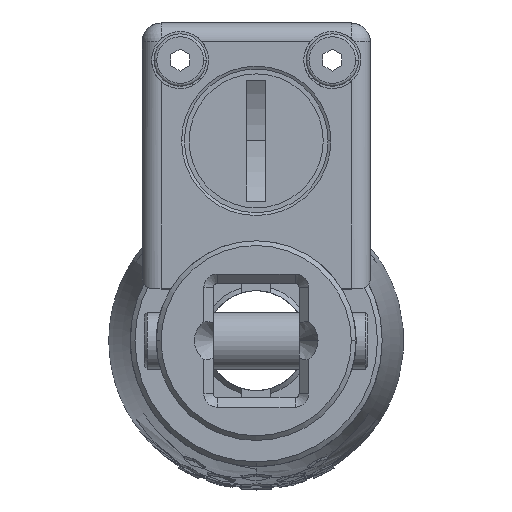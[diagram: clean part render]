
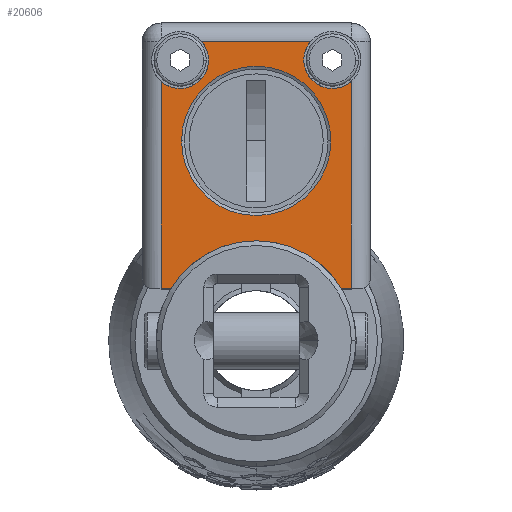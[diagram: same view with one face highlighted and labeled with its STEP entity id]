
A CAD part, front view. The second image highlights one B-rep face of the part: STEP entity #20606.
In plain terms, the highlighted planar face has unit normal (0, -1, 0).
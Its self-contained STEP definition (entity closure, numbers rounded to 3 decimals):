
#252 = VERTEX_POINT ( 'NONE', #6691 ) ;
#725 = DIRECTION ( 'NONE',  ( 1., 0., 0. ) ) ;
#1094 = VERTEX_POINT ( 'NONE', #20031 ) ;
#1642 = DIRECTION ( 'NONE',  ( 0., 0., 1. ) ) ;
#1860 = AXIS2_PLACEMENT_3D ( 'NONE', #34551, #13001, #38169 ) ;
#2260 = ORIENTED_EDGE ( 'NONE', *, *, #15898, .F. ) ;
#2535 = DIRECTION ( 'NONE',  ( -1., 0., 0. ) ) ;
#2544 = VERTEX_POINT ( 'NONE', #24553 ) ;
#2937 = EDGE_CURVE ( 'NONE', #30878, #32334, #39007, .T. ) ;
#3206 = ORIENTED_EDGE ( 'NONE', *, *, #21528, .F. ) ;
#3263 = AXIS2_PLACEMENT_3D ( 'NONE', #43706, #22191, #725 ) ;
#3518 = VERTEX_POINT ( 'NONE', #23512 ) ;
#3663 = CARTESIAN_POINT ( 'NONE',  ( -20.045, -178.4, 335. ) ) ;
#4301 = AXIS2_PLACEMENT_3D ( 'NONE', #7927, #33116, #11545 ) ;
#4401 = CARTESIAN_POINT ( 'NONE',  ( -2.045, -178.4, 343.5 ) ) ;
#4931 = EDGE_CURVE ( 'NONE', #40722, #17483, #28159, .T. ) ;
#5128 = FACE_BOUND ( 'NONE', #32632, .T. ) ;
#6118 = AXIS2_PLACEMENT_3D ( 'NONE', #40573, #19034, #44181 ) ;
#6691 = CARTESIAN_POINT ( 'NONE',  ( -1.101, -178.4, 319.5 ) ) ;
#7284 = LINE ( 'NONE', #7778, #34872 ) ;
#7377 = AXIS2_PLACEMENT_3D ( 'NONE', #14268, #39443, #17888 ) ;
#7778 = CARTESIAN_POINT ( 'NONE',  ( -22.045, -178.4, 319.5 ) ) ;
#7927 = CARTESIAN_POINT ( 'NONE',  ( -18.045, -178.4, 343.5 ) ) ;
#8288 = CARTESIAN_POINT ( 'NONE',  ( -22.045, -178.4, 319.5 ) ) ;
#8308 = EDGE_LOOP ( 'NONE', ( #22927, #2260, #44502, #25810, #3206, #34195, #46327, #17976, #37823, #22100 ) ) ;
#9664 = AXIS2_PLACEMENT_3D ( 'NONE', #19307, #44452, #22943 ) ;
#10630 = EDGE_CURVE ( 'NONE', #3518, #17483, #24899, .T. ) ;
#10796 = CIRCLE ( 'NONE', #25306, 3. ) ;
#11399 = DIRECTION ( 'NONE',  ( 1., 0., 0. ) ) ;
#11545 = DIRECTION ( 'NONE',  ( 1., 0., 0. ) ) ;
#11974 = VERTEX_POINT ( 'NONE', #12882 ) ;
#12072 = DIRECTION ( 'NONE',  ( 0., -1., 0. ) ) ;
#12758 = CARTESIAN_POINT ( 'NONE',  ( -15.724, -178.4, 345.4 ) ) ;
#12882 = CARTESIAN_POINT ( 'NONE',  ( -0.045, -178.4, 319.5 ) ) ;
#13001 = DIRECTION ( 'NONE',  ( 0., 1., 0. ) ) ;
#13183 = CIRCLE ( 'NONE', #6118, 3. ) ;
#14268 = CARTESIAN_POINT ( 'NONE',  ( -10.045, -178.4, 335. ) ) ;
#14660 = LINE ( 'NONE', #8288, #32683 ) ;
#15011 = CARTESIAN_POINT ( 'NONE',  ( -2.195, -178.4, 335. ) ) ;
#15320 = VECTOR ( 'NONE', #2535, 1000. ) ;
#15620 = CARTESIAN_POINT ( 'NONE',  ( -15.045, -178.4, 343.5 ) ) ;
#15898 = EDGE_CURVE ( 'NONE', #252, #33125, #42094, .T. ) ;
#17483 = VERTEX_POINT ( 'NONE', #12758 ) ;
#17888 = DIRECTION ( 'NONE',  ( -1., 0., 0. ) ) ;
#17976 = ORIENTED_EDGE ( 'NONE', *, *, #4931, .F. ) ;
#18232 = DIRECTION ( 'NONE',  ( 1., 0., 0. ) ) ;
#19034 = DIRECTION ( 'NONE',  ( 0., -1., 0. ) ) ;
#19307 = CARTESIAN_POINT ( 'NONE',  ( -10.045, -178.4, 335. ) ) ;
#19588 = EDGE_CURVE ( 'NONE', #36673, #40722, #10796, .T. ) ;
#20031 = CARTESIAN_POINT ( 'NONE',  ( -5.045, -178.4, 343.5 ) ) ;
#20187 = ORIENTED_EDGE ( 'NONE', *, *, #33176, .T. ) ;
#20582 = EDGE_CURVE ( 'NONE', #2544, #33125, #14660, .T. ) ;
#20606 = ADVANCED_FACE ( 'NONE', ( #5128, #23121 ), #26382, .F. ) ;
#20661 = CARTESIAN_POINT ( 'NONE',  ( -0.045, -178.4, 341.264 ) ) ;
#20914 = EDGE_CURVE ( 'NONE', #252, #11974, #7284, .T. ) ;
#21087 = DIRECTION ( 'NONE',  ( 0., 0., -1. ) ) ;
#21528 = EDGE_CURVE ( 'NONE', #1094, #31249, #13183, .T. ) ;
#22100 = ORIENTED_EDGE ( 'NONE', *, *, #34962, .T. ) ;
#22191 = DIRECTION ( 'NONE',  ( 0., -1., 0. ) ) ;
#22927 = ORIENTED_EDGE ( 'NONE', *, *, #20582, .T. ) ;
#22943 = DIRECTION ( 'NONE',  ( -1., 0., 0. ) ) ;
#23121 = FACE_OUTER_BOUND ( 'NONE', #8308, .T. ) ;
#23151 = CARTESIAN_POINT ( 'NONE',  ( -0.045, -178.4, 335. ) ) ;
#23512 = CARTESIAN_POINT ( 'NONE',  ( -4.367, -178.4, 345.4 ) ) ;
#24553 = CARTESIAN_POINT ( 'NONE',  ( -20.045, -178.4, 319.5 ) ) ;
#24899 = LINE ( 'NONE', #27651, #15320 ) ;
#24980 = CARTESIAN_POINT ( 'NONE',  ( -18.99, -178.4, 319.5 ) ) ;
#25136 = LINE ( 'NONE', #23151, #34706 ) ;
#25306 = AXIS2_PLACEMENT_3D ( 'NONE', #33645, #12072, #37252 ) ;
#25810 = ORIENTED_EDGE ( 'NONE', *, *, #27543, .T. ) ;
#26382 = PLANE ( 'NONE',  #9664 ) ;
#26736 = CIRCLE ( 'NONE', #7377, 7.85 ) ;
#27543 = EDGE_CURVE ( 'NONE', #11974, #31249, #25136, .T. ) ;
#27651 = CARTESIAN_POINT ( 'NONE',  ( -10.045, -178.4, 345.4 ) ) ;
#28159 = CIRCLE ( 'NONE', #4301, 3. ) ;
#29535 = DIRECTION ( 'NONE',  ( 0., -1., 0. ) ) ;
#30878 = VERTEX_POINT ( 'NONE', #31574 ) ;
#31249 = VERTEX_POINT ( 'NONE', #20661 ) ;
#31574 = CARTESIAN_POINT ( 'NONE',  ( -17.895, -178.4, 335. ) ) ;
#32334 = VERTEX_POINT ( 'NONE', #15011 ) ;
#32632 = EDGE_LOOP ( 'NONE', ( #20187, #40477 ) ) ;
#32683 = VECTOR ( 'NONE', #18232, 1000. ) ;
#33116 = DIRECTION ( 'NONE',  ( 0., -1., 0. ) ) ;
#33125 = VERTEX_POINT ( 'NONE', #24980 ) ;
#33176 = EDGE_CURVE ( 'NONE', #32334, #30878, #26736, .T. ) ;
#33282 = LINE ( 'NONE', #3663, #42824 ) ;
#33319 = EDGE_CURVE ( 'NONE', #3518, #1094, #37989, .T. ) ;
#33645 = CARTESIAN_POINT ( 'NONE',  ( -18.045, -178.4, 343.5 ) ) ;
#34195 = ORIENTED_EDGE ( 'NONE', *, *, #33319, .F. ) ;
#34551 = CARTESIAN_POINT ( 'NONE',  ( -10.045, -178.4, 335. ) ) ;
#34706 = VECTOR ( 'NONE', #1642, 1000. ) ;
#34872 = VECTOR ( 'NONE', #11399, 1000. ) ;
#34962 = EDGE_CURVE ( 'NONE', #36673, #2544, #33282, .T. ) ;
#36673 = VERTEX_POINT ( 'NONE', #43450 ) ;
#37252 = DIRECTION ( 'NONE',  ( 1., 0., 0. ) ) ;
#37823 = ORIENTED_EDGE ( 'NONE', *, *, #19588, .F. ) ;
#37989 = CIRCLE ( 'NONE', #38735, 3. ) ;
#38169 = DIRECTION ( 'NONE',  ( -1., 0., 0. ) ) ;
#38257 = DIRECTION ( 'NONE',  ( 1., 0., 0. ) ) ;
#38735 = AXIS2_PLACEMENT_3D ( 'NONE', #4401, #29535, #38257 ) ;
#39007 = CIRCLE ( 'NONE', #1860, 7.85 ) ;
#39443 = DIRECTION ( 'NONE',  ( 0., 1., 0. ) ) ;
#40477 = ORIENTED_EDGE ( 'NONE', *, *, #2937, .T. ) ;
#40573 = CARTESIAN_POINT ( 'NONE',  ( -2.045, -178.4, 343.5 ) ) ;
#40722 = VERTEX_POINT ( 'NONE', #15620 ) ;
#42094 = CIRCLE ( 'NONE', #3263, 10.5 ) ;
#42824 = VECTOR ( 'NONE', #21087, 1000. ) ;
#43450 = CARTESIAN_POINT ( 'NONE',  ( -20.045, -178.4, 341.264 ) ) ;
#43706 = CARTESIAN_POINT ( 'NONE',  ( -10.045, -178.4, 314. ) ) ;
#44181 = DIRECTION ( 'NONE',  ( 1., 0., 0. ) ) ;
#44452 = DIRECTION ( 'NONE',  ( 0., 1., 0. ) ) ;
#44502 = ORIENTED_EDGE ( 'NONE', *, *, #20914, .T. ) ;
#46327 = ORIENTED_EDGE ( 'NONE', *, *, #10630, .T. ) ;
